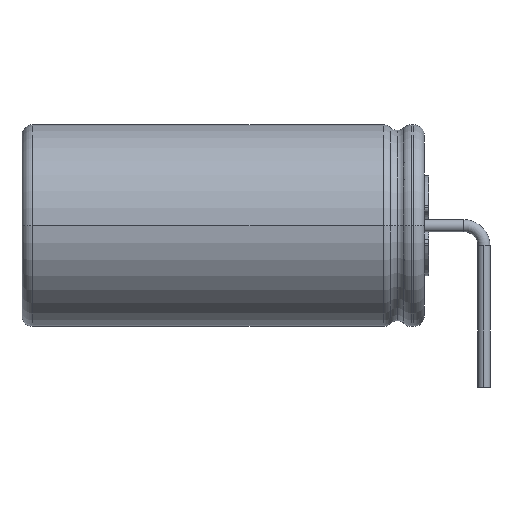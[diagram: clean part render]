
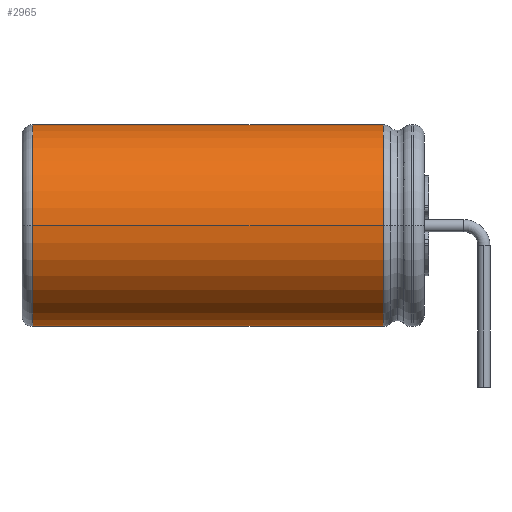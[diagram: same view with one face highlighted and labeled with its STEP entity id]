
A CAD part, left-side view. The second image highlights one B-rep face of the part: STEP entity #2965.
In plain terms, the highlighted cylindrical face has radius 5.025 mm (diameter 10.051 mm), a partial arc.
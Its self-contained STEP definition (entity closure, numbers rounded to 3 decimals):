
#68 = AXIS2_PLACEMENT_3D ( 'NONE', #3266, #4407, #1714 ) ;
#138 = VERTEX_POINT ( 'NONE', #3850 ) ;
#159 = ORIENTED_EDGE ( 'NONE', *, *, #2198, .F. ) ;
#236 = DIRECTION ( 'NONE',  ( 1., 0., 0. ) ) ;
#460 = FACE_OUTER_BOUND ( 'NONE', #3610, .T. ) ;
#812 = LINE ( 'NONE', #877, #3166 ) ;
#877 = CARTESIAN_POINT ( 'NONE',  ( 0., 12.922, -5.025 ) ) ;
#1001 = CARTESIAN_POINT ( 'NONE',  ( 0., 2.52, 0. ) ) ;
#1191 = AXIS2_PLACEMENT_3D ( 'NONE', #1001, #4827, #1807 ) ;
#1224 = AXIS2_PLACEMENT_3D ( 'NONE', #4801, #2526, #236 ) ;
#1714 = DIRECTION ( 'NONE',  ( 1., 0., 0. ) ) ;
#1807 = DIRECTION ( 'NONE',  ( 1., 0., 0. ) ) ;
#2012 = CARTESIAN_POINT ( 'NONE',  ( 0., 2.52, -5.025 ) ) ;
#2076 = VERTEX_POINT ( 'NONE', #2012 ) ;
#2198 = EDGE_CURVE ( 'NONE', #2076, #2592, #812, .T. ) ;
#2526 = DIRECTION ( 'NONE',  ( 0., -1., 0. ) ) ;
#2575 = CARTESIAN_POINT ( 'NONE',  ( 0., 12.922, 5.025 ) ) ;
#2592 = VERTEX_POINT ( 'NONE', #4677 ) ;
#2630 = DIRECTION ( 'NONE',  ( 0., -1., 0. ) ) ;
#2733 = VERTEX_POINT ( 'NONE', #4452 ) ;
#2804 = ORIENTED_EDGE ( 'NONE', *, *, #3456, .F. ) ;
#2843 = CIRCLE ( 'NONE', #1191, 5.025 ) ;
#2965 = ADVANCED_FACE ( 'NONE', ( #460 ), #3107, .T. ) ;
#3107 = CYLINDRICAL_SURFACE ( 'NONE', #68, 5.025 ) ;
#3141 = ORIENTED_EDGE ( 'NONE', *, *, #3377, .T. ) ;
#3166 = VECTOR ( 'NONE', #3918, 1000. ) ;
#3266 = CARTESIAN_POINT ( 'NONE',  ( 0., 12.922, 0. ) ) ;
#3377 = EDGE_CURVE ( 'NONE', #138, #2592, #4749, .T. ) ;
#3456 = EDGE_CURVE ( 'NONE', #138, #2733, #4392, .T. ) ;
#3610 = EDGE_LOOP ( 'NONE', ( #3141, #159, #4545, #2804 ) ) ;
#3726 = EDGE_CURVE ( 'NONE', #2733, #2076, #2843, .T. ) ;
#3850 = CARTESIAN_POINT ( 'NONE',  ( 0., 20., 5.025 ) ) ;
#3918 = DIRECTION ( 'NONE',  ( 0., 1., 0. ) ) ;
#4392 = LINE ( 'NONE', #2575, #4515 ) ;
#4407 = DIRECTION ( 'NONE',  ( 0., 1., 0. ) ) ;
#4452 = CARTESIAN_POINT ( 'NONE',  ( 0., 2.52, 5.025 ) ) ;
#4515 = VECTOR ( 'NONE', #2630, 1000. ) ;
#4545 = ORIENTED_EDGE ( 'NONE', *, *, #3726, .F. ) ;
#4677 = CARTESIAN_POINT ( 'NONE',  ( 0., 20., -5.025 ) ) ;
#4749 = CIRCLE ( 'NONE', #1224, 5.025 ) ;
#4801 = CARTESIAN_POINT ( 'NONE',  ( 0., 20., 0. ) ) ;
#4827 = DIRECTION ( 'NONE',  ( 0., -1., 0. ) ) ;
